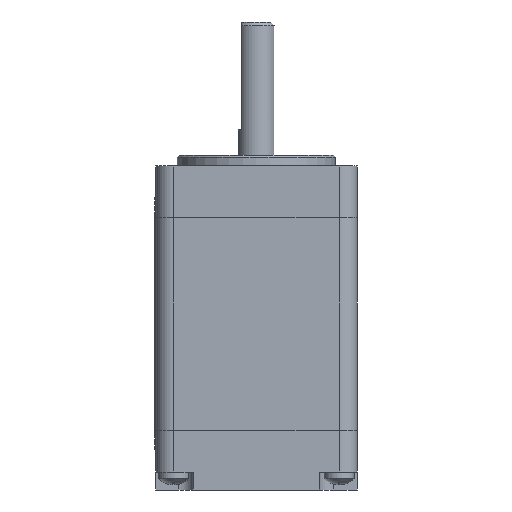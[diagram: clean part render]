
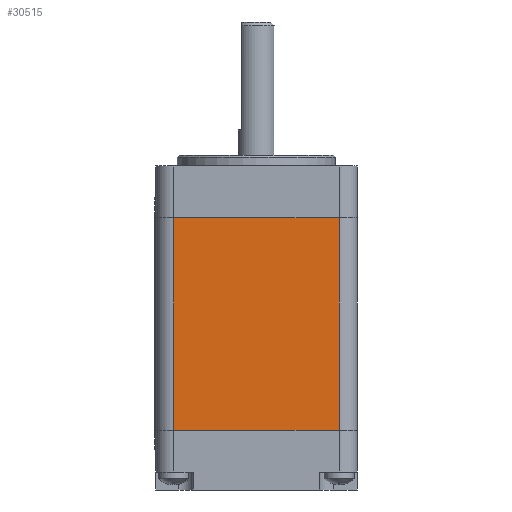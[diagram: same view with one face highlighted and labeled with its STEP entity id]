
A CAD part, front view. The second image highlights one B-rep face of the part: STEP entity #30515.
In plain terms, the highlighted planar face has unit normal (0, -1, 0).
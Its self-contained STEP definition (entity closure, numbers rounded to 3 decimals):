
#314=LINE('',#45249,#3447);
#493=LINE('',#45990,#3626);
#677=LINE('',#46736,#3810);
#678=LINE('',#46738,#3811);
#3447=VECTOR('',#35716,23.);
#3626=VECTOR('',#36279,23.);
#3810=VECTOR('',#36853,29.5);
#3811=VECTOR('',#36856,29.5);
#6518=PLANE('',#32658);
#7824=FACE_OUTER_BOUND('',#9561,.T.);
#9561=EDGE_LOOP('',(#21539,#21540,#21541,#21542));
#12812=VERTEX_POINT('',#45246);
#12813=VERTEX_POINT('',#45248);
#13182=VERTEX_POINT('',#45987);
#13183=VERTEX_POINT('',#45989);
#15974=EDGE_CURVE('',#12812,#12813,#314,.T.);
#16344=EDGE_CURVE('',#13183,#13182,#493,.T.);
#16718=EDGE_CURVE('',#12812,#13183,#677,.T.);
#16719=EDGE_CURVE('',#12813,#13182,#678,.T.);
#21539=ORIENTED_EDGE('',*,*,#16344,.T.);
#21540=ORIENTED_EDGE('',*,*,#16719,.F.);
#21541=ORIENTED_EDGE('',*,*,#15974,.F.);
#21542=ORIENTED_EDGE('',*,*,#16718,.T.);
#30515=ADVANCED_FACE('',(#7824),#6518,.F.);
#32658=AXIS2_PLACEMENT_3D('',#46737,#36854,#36855);
#35716=DIRECTION('',(0.,0.,-1.));
#36279=DIRECTION('',(0.,0.,-1.));
#36853=DIRECTION('',(-1.,0.,0.));
#36854=DIRECTION('center_axis',(0.,1.,0.));
#36855=DIRECTION('ref_axis',(0.,0.,1.));
#36856=DIRECTION('',(-1.,0.,0.));
#45246=CARTESIAN_POINT('',(29.5,-14.,11.5));
#45248=CARTESIAN_POINT('',(29.5,-14.,-11.5));
#45249=CARTESIAN_POINT('',(29.5,-14.,11.5));
#45987=CARTESIAN_POINT('',(0.,-14.,-11.5));
#45989=CARTESIAN_POINT('',(0.,-14.,11.5));
#45990=CARTESIAN_POINT('',(0.,-14.,11.5));
#46736=CARTESIAN_POINT('',(17.85,-14.,11.5));
#46737=CARTESIAN_POINT('Origin',(17.85,-14.,-11.5));
#46738=CARTESIAN_POINT('',(17.85,-14.,-11.5));
